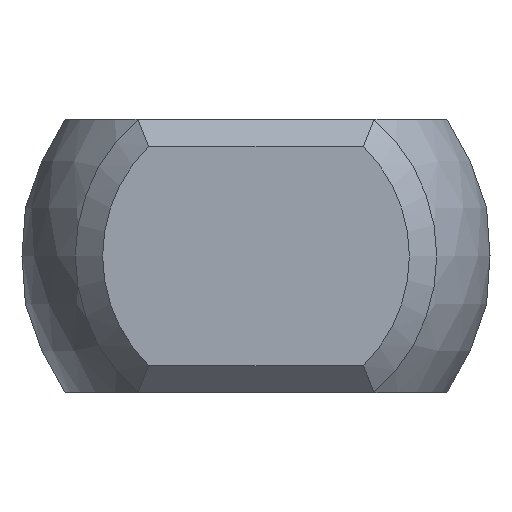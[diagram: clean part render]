
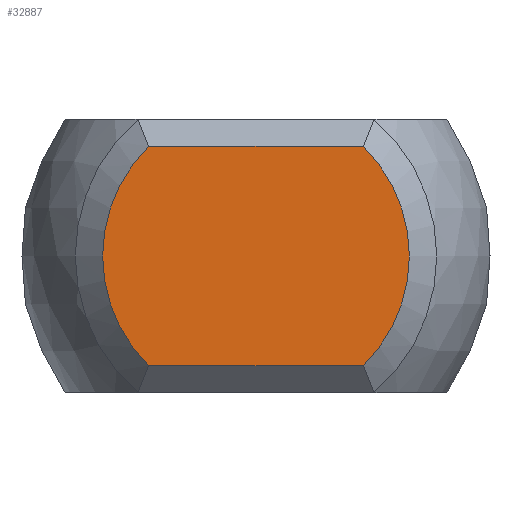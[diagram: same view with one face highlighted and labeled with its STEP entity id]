
A CAD part, left-side view. The second image highlights one B-rep face of the part: STEP entity #32887.
In plain terms, the highlighted planar face has unit normal (-1, 0, 0).
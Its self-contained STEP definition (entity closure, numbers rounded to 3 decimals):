
#31625 = PLANE('',#31626);
#31626 = AXIS2_PLACEMENT_3D('',#31627,#31628,#31629);
#31627 = CARTESIAN_POINT('',(-21.625,3.125,2.25));
#31628 = DIRECTION('',(0.707,0.,-0.707));
#31629 = DIRECTION('',(-0.707,0.,-0.707));
#32523 = EDGE_CURVE('',#32524,#32526,#32528,.T.);
#32524 = VERTEX_POINT('',#32525);
#32525 = CARTESIAN_POINT('',(-21.875,-1.96,-2.));
#32526 = VERTEX_POINT('',#32527);
#32527 = CARTESIAN_POINT('',(-21.875,-1.96,2.));
#32528 = SURFACE_CURVE('',#32529,(#32534,#32546),.PCURVE_S1.);
#32529 = CIRCLE('',#32530,2.8);
#32530 = AXIS2_PLACEMENT_3D('',#32531,#32532,#32533);
#32531 = CARTESIAN_POINT('',(-21.875,0.,0.));
#32532 = DIRECTION('',(-1.,0.,0.));
#32533 = DIRECTION('',(0.,-1.,0.));
#32534 = PCURVE('',#32535,#32540);
#32535 = CONICAL_SURFACE('',#32536,3.05,0.785);
#32536 = AXIS2_PLACEMENT_3D('',#32537,#32538,#32539);
#32537 = CARTESIAN_POINT('',(-21.625,0.,0.));
#32538 = DIRECTION('',(1.,0.,0.));
#32539 = DIRECTION('',(0.,-1.,0.));
#32540 = DEFINITIONAL_REPRESENTATION('',(#32541),#32545);
#32541 = LINE('',#32542,#32543);
#32542 = CARTESIAN_POINT('',(6.283,-0.25));
#32543 = VECTOR('',#32544,1.);
#32544 = DIRECTION('',(-1.,0.));
#32545 = ( GEOMETRIC_REPRESENTATION_CONTEXT(2) 
PARAMETRIC_REPRESENTATION_CONTEXT() REPRESENTATION_CONTEXT('2D SPACE',''
  ) );
#32546 = PCURVE('',#32547,#32552);
#32547 = PLANE('',#32548);
#32548 = AXIS2_PLACEMENT_3D('',#32549,#32550,#32551);
#32549 = CARTESIAN_POINT('',(-21.875,0.,0.));
#32550 = DIRECTION('',(1.,0.,0.));
#32551 = DIRECTION('',(0.,0.,-1.));
#32552 = DEFINITIONAL_REPRESENTATION('',(#32553),#32561);
#32553 = ( BOUNDED_CURVE() B_SPLINE_CURVE(2,(#32554,#32555,#32556,#32557
    ,#32558,#32559,#32560),.UNSPECIFIED.,.T.,.F.) 
B_SPLINE_CURVE_WITH_KNOTS((1,2,2,2,2,1),(-2.094,0.,
    2.094,4.189,6.283,8.378),
.UNSPECIFIED.) CURVE() GEOMETRIC_REPRESENTATION_ITEM() 
RATIONAL_B_SPLINE_CURVE((1.,0.5,1.,0.5,1.,0.5,1.)) REPRESENTATION_ITEM(
  '') );
#32554 = CARTESIAN_POINT('',(0.,-2.8));
#32555 = CARTESIAN_POINT('',(-4.85,-2.8));
#32556 = CARTESIAN_POINT('',(-2.425,1.4));
#32557 = CARTESIAN_POINT('',(0.,5.6));
#32558 = CARTESIAN_POINT('',(2.425,1.4));
#32559 = CARTESIAN_POINT('',(4.85,-2.8));
#32560 = CARTESIAN_POINT('',(0.,-2.8));
#32561 = ( GEOMETRIC_REPRESENTATION_CONTEXT(2) 
PARAMETRIC_REPRESENTATION_CONTEXT() REPRESENTATION_CONTEXT('2D SPACE',''
  ) );
#32579 = PLANE('',#32580);
#32580 = AXIS2_PLACEMENT_3D('',#32581,#32582,#32583);
#32581 = CARTESIAN_POINT('',(-21.625,-3.125,-2.25));
#32582 = DIRECTION('',(0.707,0.,0.707)
  );
#32583 = DIRECTION('',(0.707,0.,-0.707));
#32639 = EDGE_CURVE('',#32526,#32640,#32642,.T.);
#32640 = VERTEX_POINT('',#32641);
#32641 = CARTESIAN_POINT('',(-21.875,1.96,2.));
#32642 = SURFACE_CURVE('',#32643,(#32647,#32654),.PCURVE_S1.);
#32643 = LINE('',#32644,#32645);
#32644 = CARTESIAN_POINT('',(-21.875,3.125,2.));
#32645 = VECTOR('',#32646,1.);
#32646 = DIRECTION('',(0.,1.,0.));
#32647 = PCURVE('',#31625,#32648);
#32648 = DEFINITIONAL_REPRESENTATION('',(#32649),#32653);
#32649 = LINE('',#32650,#32651);
#32650 = CARTESIAN_POINT('',(0.354,0.));
#32651 = VECTOR('',#32652,1.);
#32652 = DIRECTION('',(0.,1.));
#32653 = ( GEOMETRIC_REPRESENTATION_CONTEXT(2) 
PARAMETRIC_REPRESENTATION_CONTEXT() REPRESENTATION_CONTEXT('2D SPACE',''
  ) );
#32654 = PCURVE('',#32547,#32655);
#32655 = DEFINITIONAL_REPRESENTATION('',(#32656),#32660);
#32656 = LINE('',#32657,#32658);
#32657 = CARTESIAN_POINT('',(-2.,3.125));
#32658 = VECTOR('',#32659,1.);
#32659 = DIRECTION('',(0.,1.));
#32660 = ( GEOMETRIC_REPRESENTATION_CONTEXT(2) 
PARAMETRIC_REPRESENTATION_CONTEXT() REPRESENTATION_CONTEXT('2D SPACE',''
  ) );
#32680 = CONICAL_SURFACE('',#32681,3.05,0.785);
#32681 = AXIS2_PLACEMENT_3D('',#32682,#32683,#32684);
#32682 = CARTESIAN_POINT('',(-21.625,0.,0.));
#32683 = DIRECTION('',(1.,0.,0.));
#32684 = DIRECTION('',(-0.,1.,0.));
#32694 = EDGE_CURVE('',#32640,#32695,#32697,.T.);
#32695 = VERTEX_POINT('',#32696);
#32696 = CARTESIAN_POINT('',(-21.875,1.96,-2.));
#32697 = SURFACE_CURVE('',#32698,(#32703,#32710),.PCURVE_S1.);
#32698 = CIRCLE('',#32699,2.8);
#32699 = AXIS2_PLACEMENT_3D('',#32700,#32701,#32702);
#32700 = CARTESIAN_POINT('',(-21.875,0.,0.));
#32701 = DIRECTION('',(-1.,0.,0.));
#32702 = DIRECTION('',(0.,1.,0.));
#32703 = PCURVE('',#32680,#32704);
#32704 = DEFINITIONAL_REPRESENTATION('',(#32705),#32709);
#32705 = LINE('',#32706,#32707);
#32706 = CARTESIAN_POINT('',(6.283,-0.25));
#32707 = VECTOR('',#32708,1.);
#32708 = DIRECTION('',(-1.,0.));
#32709 = ( GEOMETRIC_REPRESENTATION_CONTEXT(2) 
PARAMETRIC_REPRESENTATION_CONTEXT() REPRESENTATION_CONTEXT('2D SPACE',''
  ) );
#32710 = PCURVE('',#32547,#32711);
#32711 = DEFINITIONAL_REPRESENTATION('',(#32712),#32720);
#32712 = ( BOUNDED_CURVE() B_SPLINE_CURVE(2,(#32713,#32714,#32715,#32716
    ,#32717,#32718,#32719),.UNSPECIFIED.,.T.,.F.) 
B_SPLINE_CURVE_WITH_KNOTS((1,2,2,2,2,1),(-2.094,0.,
    2.094,4.189,6.283,8.378),
.UNSPECIFIED.) CURVE() GEOMETRIC_REPRESENTATION_ITEM() 
RATIONAL_B_SPLINE_CURVE((1.,0.5,1.,0.5,1.,0.5,1.)) REPRESENTATION_ITEM(
  '') );
#32713 = CARTESIAN_POINT('',(0.,2.8));
#32714 = CARTESIAN_POINT('',(4.85,2.8));
#32715 = CARTESIAN_POINT('',(2.425,-1.4));
#32716 = CARTESIAN_POINT('',(0.,-5.6));
#32717 = CARTESIAN_POINT('',(-2.425,-1.4));
#32718 = CARTESIAN_POINT('',(-4.85,2.8));
#32719 = CARTESIAN_POINT('',(0.,2.8));
#32720 = ( GEOMETRIC_REPRESENTATION_CONTEXT(2) 
PARAMETRIC_REPRESENTATION_CONTEXT() REPRESENTATION_CONTEXT('2D SPACE',''
  ) );
#32794 = EDGE_CURVE('',#32695,#32524,#32795,.T.);
#32795 = SURFACE_CURVE('',#32796,(#32800,#32807),.PCURVE_S1.);
#32796 = LINE('',#32797,#32798);
#32797 = CARTESIAN_POINT('',(-21.875,-3.125,-2.));
#32798 = VECTOR('',#32799,1.);
#32799 = DIRECTION('',(0.,-1.,0.));
#32800 = PCURVE('',#32579,#32801);
#32801 = DEFINITIONAL_REPRESENTATION('',(#32802),#32806);
#32802 = LINE('',#32803,#32804);
#32803 = CARTESIAN_POINT('',(-0.354,0.));
#32804 = VECTOR('',#32805,1.);
#32805 = DIRECTION('',(0.,-1.));
#32806 = ( GEOMETRIC_REPRESENTATION_CONTEXT(2) 
PARAMETRIC_REPRESENTATION_CONTEXT() REPRESENTATION_CONTEXT('2D SPACE',''
  ) );
#32807 = PCURVE('',#32547,#32808);
#32808 = DEFINITIONAL_REPRESENTATION('',(#32809),#32813);
#32809 = LINE('',#32810,#32811);
#32810 = CARTESIAN_POINT('',(2.,-3.125));
#32811 = VECTOR('',#32812,1.);
#32812 = DIRECTION('',(0.,-1.));
#32813 = ( GEOMETRIC_REPRESENTATION_CONTEXT(2) 
PARAMETRIC_REPRESENTATION_CONTEXT() REPRESENTATION_CONTEXT('2D SPACE',''
  ) );
#32887 = ADVANCED_FACE('',(#32888),#32547,.F.);
#32888 = FACE_BOUND('',#32889,.T.);
#32889 = EDGE_LOOP('',(#32890,#32891,#32892,#32893));
#32890 = ORIENTED_EDGE('',*,*,#32523,.T.);
#32891 = ORIENTED_EDGE('',*,*,#32639,.T.);
#32892 = ORIENTED_EDGE('',*,*,#32694,.T.);
#32893 = ORIENTED_EDGE('',*,*,#32794,.T.);
